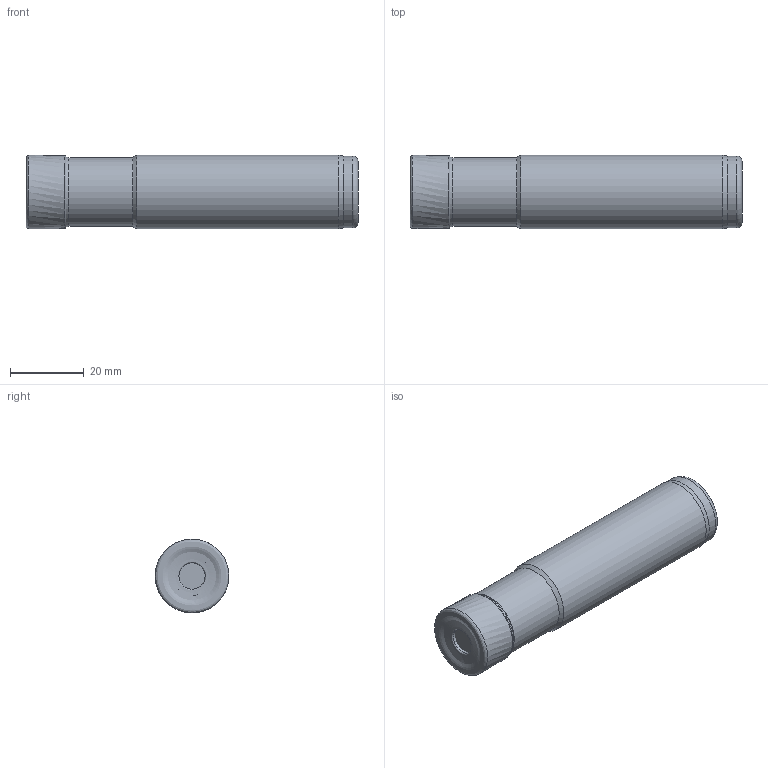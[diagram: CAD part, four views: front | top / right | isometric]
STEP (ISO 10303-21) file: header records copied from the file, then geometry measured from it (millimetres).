
FILE_DESCRIPTION(/* description */ (''),/* implementation_level */ '2;1');
FILE_NAME(/* name */ 'AEM90-R390.11-D20-W20-L090-Z02-H.stp',/* time_stamp */ '2023-10-25T20:52:50+03:00',/* author */ (''),/* organization */ (''),/* preprocessor_version */ 'ST-DEVELOPER v19.4',/* originating_system */ 'SIEMENS PLM Software NX2306.3001',/* authorisation */ '');
FILE_SCHEMA (('AUTOMOTIVE_DESIGN { 1 0 10303 214 3 1 1 1 }'));
Length unit declared in the file: millimetre
Products named in the file (1): AEM90-R390.11-D20-W20-L090-Z02-H
Bounding box: 90 x 20 x 20 mm (x, y, z)
Volume: 29797.8 mm3; surface area: 7455.4 mm2
Topology: 2 solids, 2 shells, 23 faces, 45 edges, 26 vertices
Faces by surface type: cone 6, torus 5, plane 4, revolution 4, cylinder 3, bspline 1
Full cylindrical faces by diameter (mm): 18.7 x1, 19.5 x1, 20 x1
Entity records: 708 total; most frequent: CARTESIAN_POINT 159, DIRECTION 86, EDGE_LOOP 44, ORIENTED_EDGE 44, FACE_BOUND 42, AXIS2_PLACEMENT_3D 41, ADVANCED_FACE 23, VERTEX_POINT 22
